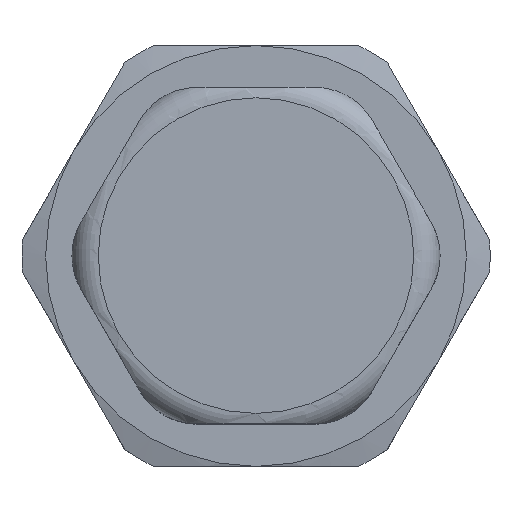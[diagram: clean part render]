
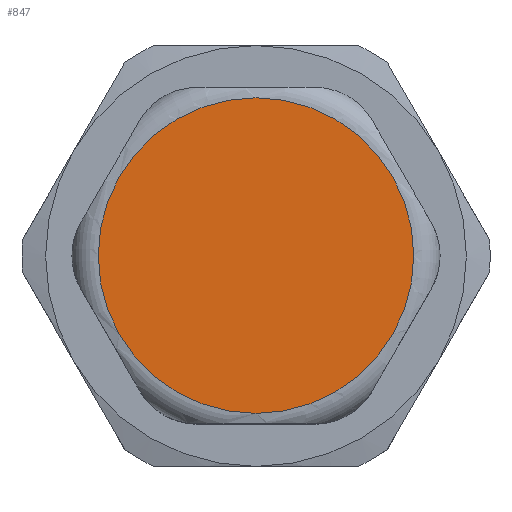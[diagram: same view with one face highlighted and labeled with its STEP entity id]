
A CAD part, top view. The second image highlights one B-rep face of the part: STEP entity #847.
In plain terms, the highlighted planar face has unit normal (0, 0, 1).
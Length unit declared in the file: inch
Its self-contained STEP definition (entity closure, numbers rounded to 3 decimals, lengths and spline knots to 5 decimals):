
#71=PLANE('',#937);
#137=FACE_OUTER_BOUND('',#186,.T.);
#186=EDGE_LOOP('',(#612,#613));
#338=CIRCLE('',#938,1.1811);
#339=CIRCLE('',#939,1.1811);
#399=VERTEX_POINT('',#1326);
#400=VERTEX_POINT('',#1327);
#484=EDGE_CURVE('',#399,#400,#338,.T.);
#485=EDGE_CURVE('',#400,#399,#339,.T.);
#612=ORIENTED_EDGE('',*,*,#484,.F.);
#613=ORIENTED_EDGE('',*,*,#485,.F.);
#847=ADVANCED_FACE('',(#137),#71,.T.);
#937=AXIS2_PLACEMENT_3D('',#1325,#1073,#1074);
#938=AXIS2_PLACEMENT_3D('',#1328,#1075,#1076);
#939=AXIS2_PLACEMENT_3D('',#1329,#1077,#1078);
#1073=DIRECTION('center_axis',(0.,0.,
1.));
#1074=DIRECTION('ref_axis',(-0.5,-0.866,0.));
#1075=DIRECTION('center_axis',(0.,0.,
-1.));
#1076=DIRECTION('ref_axis',(0.866,-0.5,0.));
#1077=DIRECTION('center_axis',(0.,0.,
-1.));
#1078=DIRECTION('ref_axis',(0.866,-0.5,0.));
#1325=CARTESIAN_POINT('Origin',(0.90779,-0.52411,2.66256));
#1326=CARTESIAN_POINT('',(1.02286,-0.59055,2.66256));
#1327=CARTESIAN_POINT('',(-0.59055,-1.02286,2.66256));
#1328=CARTESIAN_POINT('Origin',(0.,0.,
2.66256));
#1329=CARTESIAN_POINT('Origin',(0.,0.,
2.66256));
